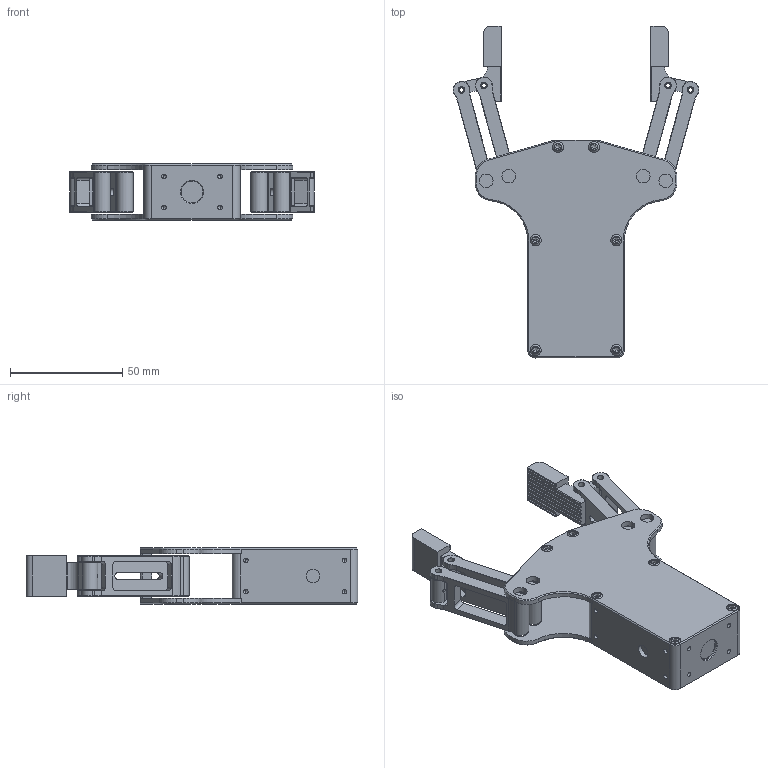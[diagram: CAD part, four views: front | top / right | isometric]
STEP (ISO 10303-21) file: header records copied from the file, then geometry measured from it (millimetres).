
FILE_DESCRIPTION (( 'STEP AP203' ), '1' );
FILE_NAME ('EG2-4CX.STEP', '2021-11-26T10:50:55', ( '' ), ( '' ), 'SwSTEP 2.0', 'SolidWorks 2021', '' );
FILE_SCHEMA (( 'CONFIG_CONTROL_DESIGN' ));
Length unit declared in the file: millimetre
Products named in the file (1): EG2-4CX
Bounding box: 109.62 x 148.01 x 25.5 mm (x, y, z)
Volume: 94528.2 mm3; surface area: 41611.7 mm2
Topology: 19 solids, 33 shells, 1031 faces, 2443 edges, 1506 vertices
Faces by surface type: plane 418, cylinder 379, cone 220, bspline 14
Entity records: 32136 total; most frequent: CARTESIAN_POINT 7873, DIRECTION 5293, ORIENTED_EDGE 4782, EDGE_CURVE 2391, AXIS2_PLACEMENT_3D 1964, VERTEX_POINT 1506, VECTOR 1365, LINE 1365
